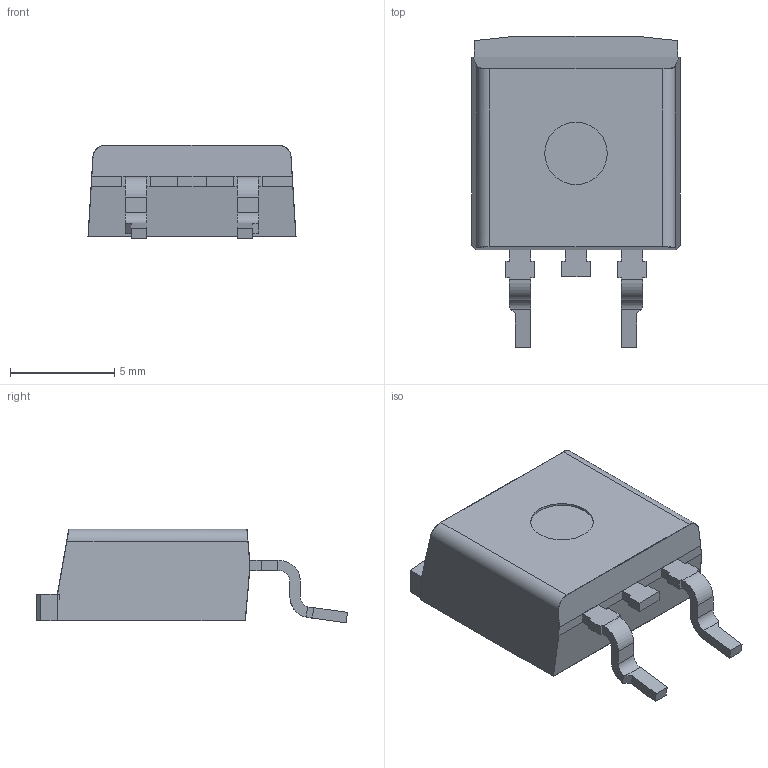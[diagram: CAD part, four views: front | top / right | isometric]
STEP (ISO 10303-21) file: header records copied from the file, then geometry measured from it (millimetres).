
FILE_DESCRIPTION (( 'STEP AP214' ), '1' );
FILE_NAME ('IPB95R450PFD7ATMA1.STEP', '2025-05-06T07:04:44', ( '' ), ( '' ), 'SwSTEP 2.0', 'SolidWorks 2023', '' );
FILE_SCHEMA (( 'AUTOMOTIVE_DESIGN' ));
Length unit declared in the file: millimetre
Products named in the file (6): PG-TO263-3-2_HEATSINK; PG-TO263-3-2_EXPOSEDLEAD1; PG-TO263-3-2_EXPOSEDLEAD2; IPB95R450PFD7ATMA1; PG-TO263-3-2_MOLD; PG-TO263-3-2_EXPOSEDLEAD3
Assembly tree (5 placements, depth 2):
  IPB95R450PFD7ATMA1
    PG-TO263-3-2_MOLD
    PG-TO263-3-2_HEATSINK
    PG-TO263-3-2_EXPOSEDLEAD1
    PG-TO263-3-2_EXPOSEDLEAD2
    PG-TO263-3-2_EXPOSEDLEAD3
Bounding box: 10 x 14.95 x 4.5 mm (x, y, z)
Volume: 401.5 mm3; surface area: 560.4 mm2
Topology: 5 solids, 5 shells, 114 faces, 293 edges, 190 vertices
Faces by surface type: plane 85, cylinder 25, bspline 4
Entity records: 5036 total; most frequent: CARTESIAN_POINT 894, ORIENTED_EDGE 586, DIRECTION 516, EDGE_CURVE 293, LINE 240, VECTOR 240, VERTEX_POINT 190, AXIS2_PLACEMENT_3D 138
